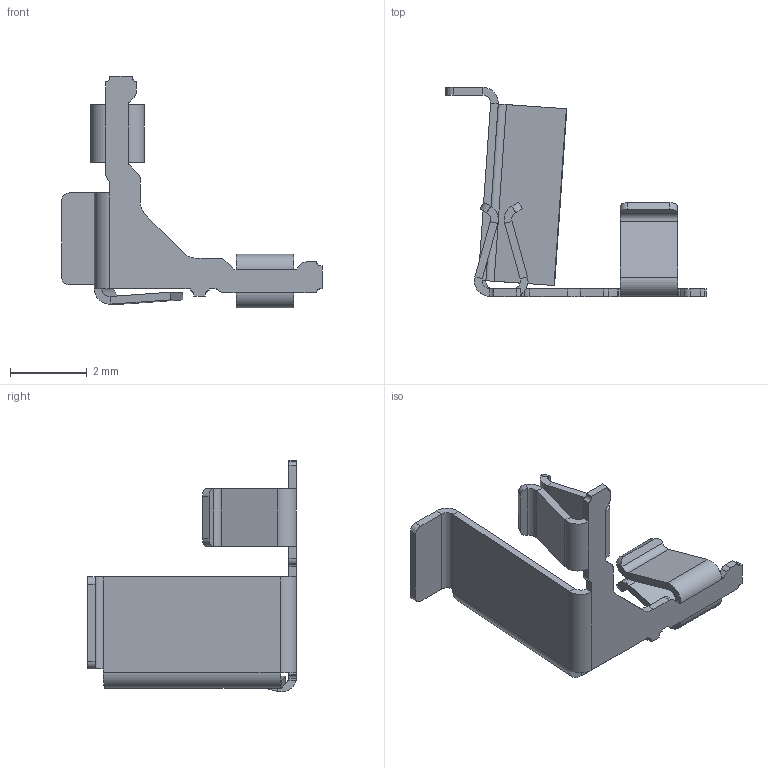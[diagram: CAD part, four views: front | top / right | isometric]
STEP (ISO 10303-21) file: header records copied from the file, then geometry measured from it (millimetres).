
FILE_DESCRIPTION((''),'2;1');
FILE_NAME('S092','2019-03-12T10:07:27',('sbennett'),(''),'CREO PARAMETRIC BY PTC INC, 2017380','CREO PARAMETRIC BY PTC INC, 2017380','');
FILE_SCHEMA(('CONFIG_CONTROL_DESIGN','SHAPE_APPEARANCE_LAYERS_GROUPS'));
Length unit declared in the file: millimetre
Products named in the file (1): S092
Bounding box: 6.8 x 5.45 x 6.05 mm (x, y, z)
Volume: 10 mm3; surface area: 112 mm2
Topology: 1 solids, 1 shells, 159 faces, 383 edges, 226 vertices
Faces by surface type: plane 107, cylinder 52
Entity records: 5729 total; most frequent: DIRECTION 805, CARTESIAN_POINT 768, ORIENTED_EDGE 766, PRESENTATION_STYLE_ASSIGNMENT 384, STYLED_ITEM 384, CURVE_STYLE 383, EDGE_CURVE 383, VECTOR 279
